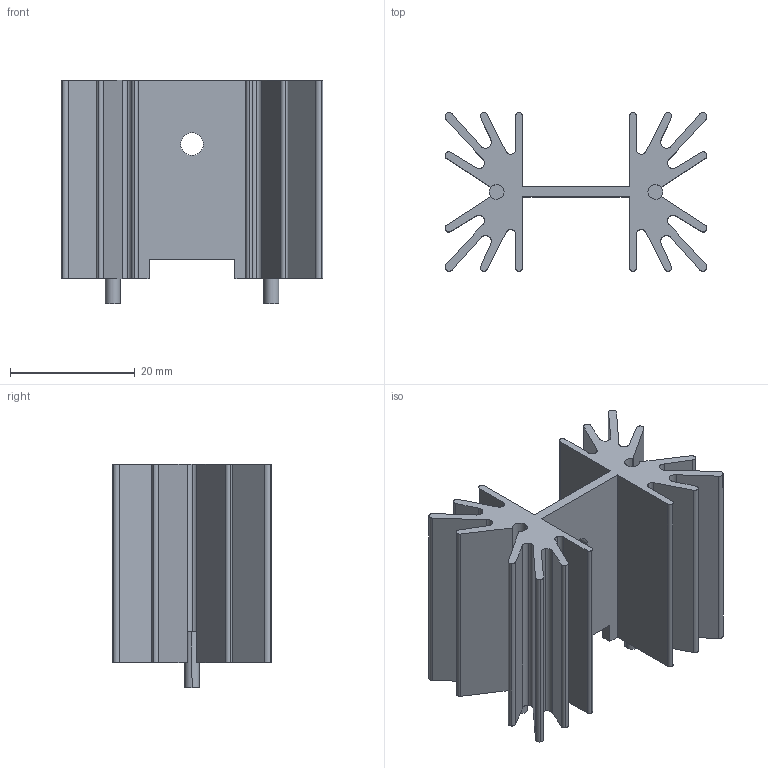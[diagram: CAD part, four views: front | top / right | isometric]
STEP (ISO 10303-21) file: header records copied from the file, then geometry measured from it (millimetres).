
FILE_DESCRIPTION((''),'2;1');
FILE_NAME('HSINK_AAVID-THERMALLOY_529801B02500G.stp','2009-05-12T09:18:05',(''),(''),'Mechanical Desktop 2006','Mechanical Desktop 2006',', , ');
FILE_SCHEMA(('AUTOMOTIVE_DESIGN { 1 2 10303 214 0 1 1 1 }'));
Length unit declared in the file: millimetre
Products named in the file (1): Product
Bounding box: 41.91 x 25.4 x 35.76 mm (x, y, z)
Volume: 10176.7 mm3; surface area: 11194.4 mm2
Topology: 3 solids, 3 shells, 114 faces, 328 edges, 224 vertices
Faces by surface type: cylinder 66, plane 48
Entity records: 3857 total; most frequent: DIRECTION 694, CARTESIAN_POINT 667, ORIENTED_EDGE 648, EDGE_CURVE 324, AXIS2_PLACEMENT_3D 251, VERTEX_POINT 216, VECTOR 192, LINE 192
